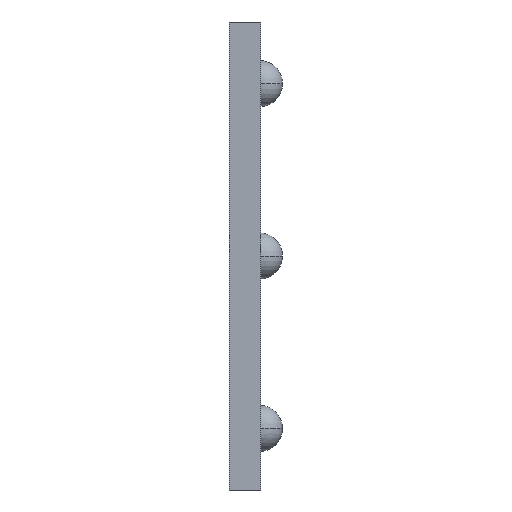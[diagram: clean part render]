
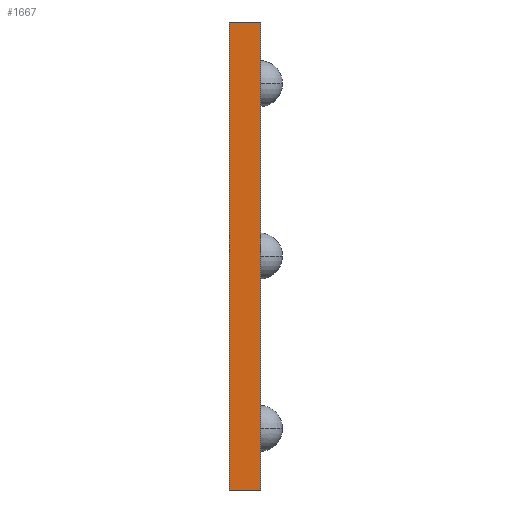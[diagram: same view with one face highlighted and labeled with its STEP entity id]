
A CAD part, front view. The second image highlights one B-rep face of the part: STEP entity #1667.
In plain terms, the highlighted planar face has unit normal (0, -1, 0).
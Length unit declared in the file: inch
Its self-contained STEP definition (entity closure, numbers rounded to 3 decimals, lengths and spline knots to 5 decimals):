
#57 = CARTESIAN_POINT ( 'NONE',  ( 0.128, -1., -0.95 ) ) ;
#514 = EDGE_CURVE ( 'NONE', #10853, #9798, #1246, .T. ) ;
#807 = CARTESIAN_POINT ( 'NONE',  ( 0.128, -1., 0.95 ) ) ;
#1246 = LINE ( 'NONE', #10242, #9816 ) ;
#1667 = ADVANCED_FACE ( 'NONE', ( #10787 ), #9584, .F. ) ;
#1824 = ORIENTED_EDGE ( 'NONE', *, *, #2799, .T. ) ;
#2799 = EDGE_CURVE ( 'NONE', #10229, #10853, #12502, .T. ) ;
#3107 = CARTESIAN_POINT ( 'NONE',  ( 0., -1., -0.95 ) ) ;
#3280 = ORIENTED_EDGE ( 'NONE', *, *, #8002, .F. ) ;
#3449 = EDGE_LOOP ( 'NONE', ( #8186, #3280, #13877, #1824 ) ) ;
#4138 = CARTESIAN_POINT ( 'NONE',  ( 0.128, -1., 0.95 ) ) ;
#4787 = DIRECTION ( 'NONE',  ( 0., 0., -1. ) ) ;
#5085 = DIRECTION ( 'NONE',  ( 0., 0., 1. ) ) ;
#5236 = DIRECTION ( 'NONE',  ( 0., 1., 0. ) ) ;
#5562 = VECTOR ( 'NONE', #9729, 39.37008 ) ;
#5647 = VERTEX_POINT ( 'NONE', #57 ) ;
#5779 = DIRECTION ( 'NONE',  ( 0., 0., -1. ) ) ;
#7858 = AXIS2_PLACEMENT_3D ( 'NONE', #4138, #5236, #5085 ) ;
#8002 = EDGE_CURVE ( 'NONE', #5647, #9798, #12241, .T. ) ;
#8186 = ORIENTED_EDGE ( 'NONE', *, *, #514, .T. ) ;
#8943 = LINE ( 'NONE', #12328, #10157 ) ;
#9010 = CARTESIAN_POINT ( 'NONE',  ( 0., -1., 0.95 ) ) ;
#9510 = CARTESIAN_POINT ( 'NONE',  ( 0.128, -1., 0.95 ) ) ;
#9584 = PLANE ( 'NONE',  #7858 ) ;
#9729 = DIRECTION ( 'NONE',  ( -1., 0., 0. ) ) ;
#9798 = VERTEX_POINT ( 'NONE', #3107 ) ;
#9816 = VECTOR ( 'NONE', #4787, 39.37008 ) ;
#10157 = VECTOR ( 'NONE', #5779, 39.37008 ) ;
#10229 = VERTEX_POINT ( 'NONE', #807 ) ;
#10242 = CARTESIAN_POINT ( 'NONE',  ( 0., -1., 0.95 ) ) ;
#10737 = DIRECTION ( 'NONE',  ( -1., 0., 0. ) ) ;
#10787 = FACE_OUTER_BOUND ( 'NONE', #3449, .T. ) ;
#10853 = VERTEX_POINT ( 'NONE', #9010 ) ;
#10858 = EDGE_CURVE ( 'NONE', #10229, #5647, #8943, .T. ) ;
#11280 = VECTOR ( 'NONE', #10737, 39.37008 ) ;
#11849 = CARTESIAN_POINT ( 'NONE',  ( 0.128, -1., -0.95 ) ) ;
#12241 = LINE ( 'NONE', #11849, #5562 ) ;
#12328 = CARTESIAN_POINT ( 'NONE',  ( 0.128, -1., 0.95 ) ) ;
#12502 = LINE ( 'NONE', #9510, #11280 ) ;
#13877 = ORIENTED_EDGE ( 'NONE', *, *, #10858, .F. ) ;
